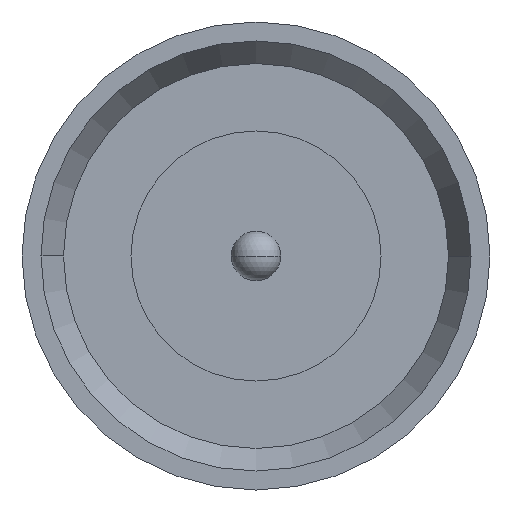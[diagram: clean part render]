
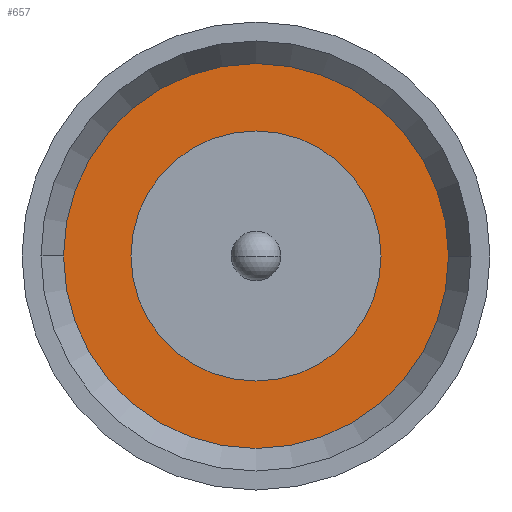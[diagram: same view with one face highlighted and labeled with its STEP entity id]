
A CAD part, left-side view. The second image highlights one B-rep face of the part: STEP entity #657.
In plain terms, the highlighted planar face has unit normal (-1, 0, 0).
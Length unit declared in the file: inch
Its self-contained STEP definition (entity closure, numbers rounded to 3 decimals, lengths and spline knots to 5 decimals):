
#5 = CIRCLE ( 'NONE', #945, 0.03781 ) ;
#12 = DIRECTION ( 'NONE',  ( 0., -1., 0. ) ) ;
#17 = CARTESIAN_POINT ( 'NONE',  ( 0.06842, -0.03781, 0. ) ) ;
#24 = CARTESIAN_POINT ( 'NONE',  ( 0.06842, 0.06093, 0. ) ) ;
#73 = ORIENTED_EDGE ( 'NONE', *, *, #160, .F. ) ;
#76 = CARTESIAN_POINT ( 'NONE',  ( 0.06842, 0., 0. ) ) ;
#111 = DIRECTION ( 'NONE',  ( 0., -1., 0. ) ) ;
#129 = DIRECTION ( 'NONE',  ( 1., 0., 0. ) ) ;
#141 = EDGE_CURVE ( 'NONE', #853, #741, #616, .T. ) ;
#160 = EDGE_CURVE ( 'NONE', #389, #300, #197, .T. ) ;
#191 = DIRECTION ( 'NONE',  ( -1., 0., 0. ) ) ;
#197 = CIRCLE ( 'NONE', #654, 0.06093 ) ;
#214 = DIRECTION ( 'NONE',  ( 0., 1., 0. ) ) ;
#220 = AXIS2_PLACEMENT_3D ( 'NONE', #223, #286, #12 ) ;
#223 = CARTESIAN_POINT ( 'NONE',  ( 0.06842, 0., 0. ) ) ;
#227 = AXIS2_PLACEMENT_3D ( 'NONE', #807, #874, #214 ) ;
#263 = CARTESIAN_POINT ( 'NONE',  ( 0.06842, -0.06093, 0. ) ) ;
#286 = DIRECTION ( 'NONE',  ( -1., 0., 0. ) ) ;
#300 = VERTEX_POINT ( 'NONE', #24 ) ;
#301 = EDGE_CURVE ( 'NONE', #300, #389, #593, .T. ) ;
#308 = EDGE_LOOP ( 'NONE', ( #863, #73 ) ) ;
#389 = VERTEX_POINT ( 'NONE', #263 ) ;
#412 = CARTESIAN_POINT ( 'NONE',  ( 0.06842, 0., 0. ) ) ;
#461 = DIRECTION ( 'NONE',  ( 1., 0., 0. ) ) ;
#462 = FACE_BOUND ( 'NONE', #592, .T. ) ;
#477 = EDGE_CURVE ( 'NONE', #741, #853, #5, .T. ) ;
#493 = ORIENTED_EDGE ( 'NONE', *, *, #141, .F. ) ;
#592 = EDGE_LOOP ( 'NONE', ( #493, #655 ) ) ;
#593 = CIRCLE ( 'NONE', #888, 0.06093 ) ;
#616 = CIRCLE ( 'NONE', #220, 0.03781 ) ;
#654 = AXIS2_PLACEMENT_3D ( 'NONE', #76, #129, #725 ) ;
#655 = ORIENTED_EDGE ( 'NONE', *, *, #477, .F. ) ;
#657 = ADVANCED_FACE ( 'NONE', ( #462, #731 ), #660, .F. ) ;
#660 = PLANE ( 'NONE',  #227 ) ;
#684 = CARTESIAN_POINT ( 'NONE',  ( 0.06842, 0., 0. ) ) ;
#725 = DIRECTION ( 'NONE',  ( 0., 1., 0. ) ) ;
#731 = FACE_OUTER_BOUND ( 'NONE', #308, .T. ) ;
#741 = VERTEX_POINT ( 'NONE', #902 ) ;
#807 = CARTESIAN_POINT ( 'NONE',  ( 0.06842, -0.0075, 0. ) ) ;
#829 = DIRECTION ( 'NONE',  ( 0., 1., 0. ) ) ;
#853 = VERTEX_POINT ( 'NONE', #17 ) ;
#863 = ORIENTED_EDGE ( 'NONE', *, *, #301, .F. ) ;
#874 = DIRECTION ( 'NONE',  ( 1., 0., 0. ) ) ;
#888 = AXIS2_PLACEMENT_3D ( 'NONE', #684, #461, #829 ) ;
#902 = CARTESIAN_POINT ( 'NONE',  ( 0.06842, 0.03781, 0. ) ) ;
#945 = AXIS2_PLACEMENT_3D ( 'NONE', #412, #191, #111 ) ;
